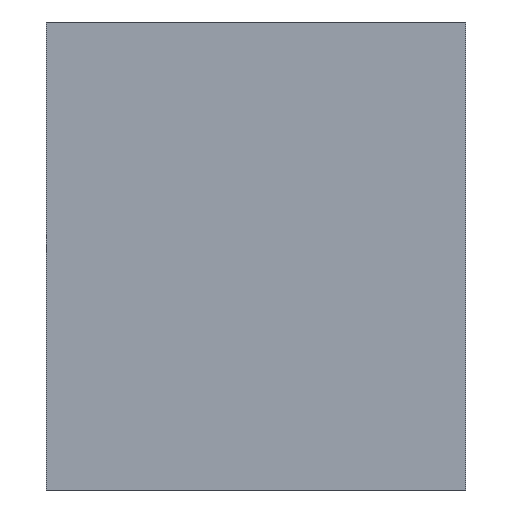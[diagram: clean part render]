
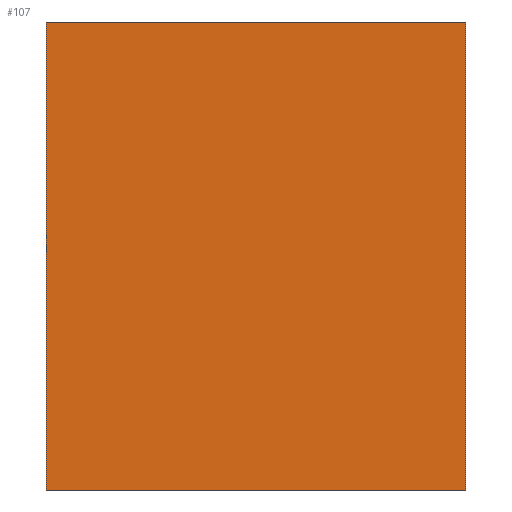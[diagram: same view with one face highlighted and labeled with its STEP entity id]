
A CAD part, left-side view. The second image highlights one B-rep face of the part: STEP entity #107.
In plain terms, the highlighted planar face has unit normal (-1, 0, 0).
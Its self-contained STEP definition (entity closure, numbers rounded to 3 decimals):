
#9 = EDGE_LOOP ( 'NONE', ( #142, #103, #176, #145 ) ) ;
#47 = VECTOR ( 'NONE', #130, 1000. ) ;
#52 = VECTOR ( 'NONE', #76, 1000. ) ;
#54 = VERTEX_POINT ( 'NONE', #222 ) ;
#60 = FACE_OUTER_BOUND ( 'NONE', #9, .T. ) ;
#65 = EDGE_CURVE ( 'NONE', #231, #158, #150, .T. ) ;
#67 = EDGE_CURVE ( 'NONE', #231, #54, #164, .T. ) ;
#76 = DIRECTION ( 'NONE',  ( 0., 0., 1. ) ) ;
#78 = CARTESIAN_POINT ( 'NONE',  ( -85., 60., 33.5 ) ) ;
#79 = DIRECTION ( 'NONE',  ( 0., -1., 0. ) ) ;
#87 = VERTEX_POINT ( 'NONE', #201 ) ;
#90 = CARTESIAN_POINT ( 'NONE',  ( -85., 0., 33.5 ) ) ;
#91 = LINE ( 'NONE', #90, #47 ) ;
#92 = CARTESIAN_POINT ( 'NONE',  ( -85., 60., -33.5 ) ) ;
#93 = CARTESIAN_POINT ( 'NONE',  ( -85., 60., 33.5 ) ) ;
#102 = VECTOR ( 'NONE', #79, 1000. ) ;
#103 = ORIENTED_EDGE ( 'NONE', *, *, #187, .F. ) ;
#107 = ADVANCED_FACE ( 'NONE', ( #60 ), #132, .F. ) ;
#111 = DIRECTION ( 'NONE',  ( 1., 0., 0. ) ) ;
#125 = VECTOR ( 'NONE', #161, 1000. ) ;
#129 = CARTESIAN_POINT ( 'NONE',  ( -85., 60., 33.5 ) ) ;
#130 = DIRECTION ( 'NONE',  ( 0., 0., 1. ) ) ;
#132 = PLANE ( 'NONE',  #137 ) ;
#137 = AXIS2_PLACEMENT_3D ( 'NONE', #163, #111, #146 ) ;
#142 = ORIENTED_EDGE ( 'NONE', *, *, #182, .T. ) ;
#145 = ORIENTED_EDGE ( 'NONE', *, *, #67, .T. ) ;
#146 = DIRECTION ( 'NONE',  ( 0., 0., -1. ) ) ;
#150 = LINE ( 'NONE', #93, #52 ) ;
#158 = VERTEX_POINT ( 'NONE', #78 ) ;
#161 = DIRECTION ( 'NONE',  ( 0., -1., 0. ) ) ;
#163 = CARTESIAN_POINT ( 'NONE',  ( -85., 60., 33.5 ) ) ;
#164 = LINE ( 'NONE', #92, #102 ) ;
#176 = ORIENTED_EDGE ( 'NONE', *, *, #65, .F. ) ;
#182 = EDGE_CURVE ( 'NONE', #54, #87, #91, .T. ) ;
#187 = EDGE_CURVE ( 'NONE', #158, #87, #217, .T. ) ;
#201 = CARTESIAN_POINT ( 'NONE',  ( -85., 0., 33.5 ) ) ;
#217 = LINE ( 'NONE', #129, #125 ) ;
#219 = CARTESIAN_POINT ( 'NONE',  ( -85., 60., -33.5 ) ) ;
#222 = CARTESIAN_POINT ( 'NONE',  ( -85., 0., -33.5 ) ) ;
#231 = VERTEX_POINT ( 'NONE', #219 ) ;
